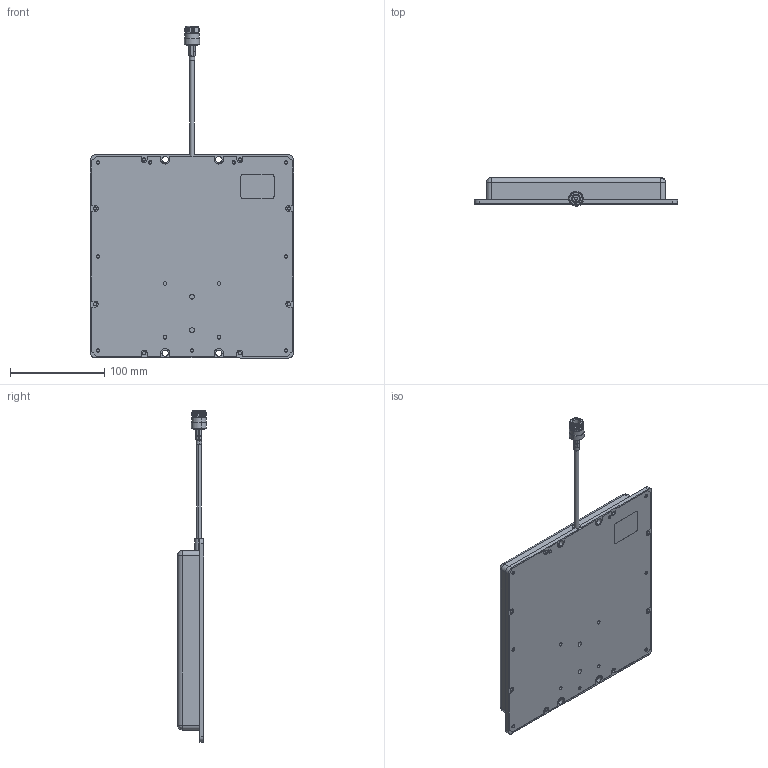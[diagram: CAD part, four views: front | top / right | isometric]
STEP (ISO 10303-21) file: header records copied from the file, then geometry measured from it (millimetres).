
FILE_DESCRIPTION (( 'STEP AP214' ), '1' );
FILE_NAME ('HG908PCR-NF_3D REV B.STEP', '2020-11-06T17:28:01', ( '' ), ( '' ), 'SwSTEP 2.0', 'SolidWorks 2018', '' );
FILE_SCHEMA (( 'AUTOMOTIVE_DESIGN' ));
Length unit declared in the file: inch
Products named in the file (7): HEATSH-HEX_stepd_195White; CA-195RW-FOOT^XA-HG908PCR-XX_CA-195RW-FOOT; HG908PCR-NF_3D REV B; XF072-1001110; ANF-1508; XA-HG908PCR-XX; XF117-1021100
Assembly tree (6 placements, depth 3):
  HG908PCR-NF_3D REV B
    XA-HG908PCR-XX
      XF117-1021100
      XF072-1001110
      CA-195RW-FOOT^XA-HG908PCR-XX_CA-195RW-FOOT
    HEATSH-HEX_stepd_195White
    ANF-1508
Bounding box: 215.9 x 30.6 x 352.55 mm (x, y, z)
Volume: 245313 mm3; surface area: 233304.2 mm2
Topology: 5 solids, 5 shells, 545 faces, 1320 edges, 831 vertices
Faces by surface type: cylinder 229, plane 206, cone 66, torus 28, sphere 11, bspline 5
Entity records: 22868 total; most frequent: CARTESIAN_POINT 3344, DIRECTION 2955, ORIENTED_EDGE 2618, EDGE_CURVE 1309, AXIS2_PLACEMENT_3D 1132, VERTEX_POINT 829, VECTOR 691, LINE 691
